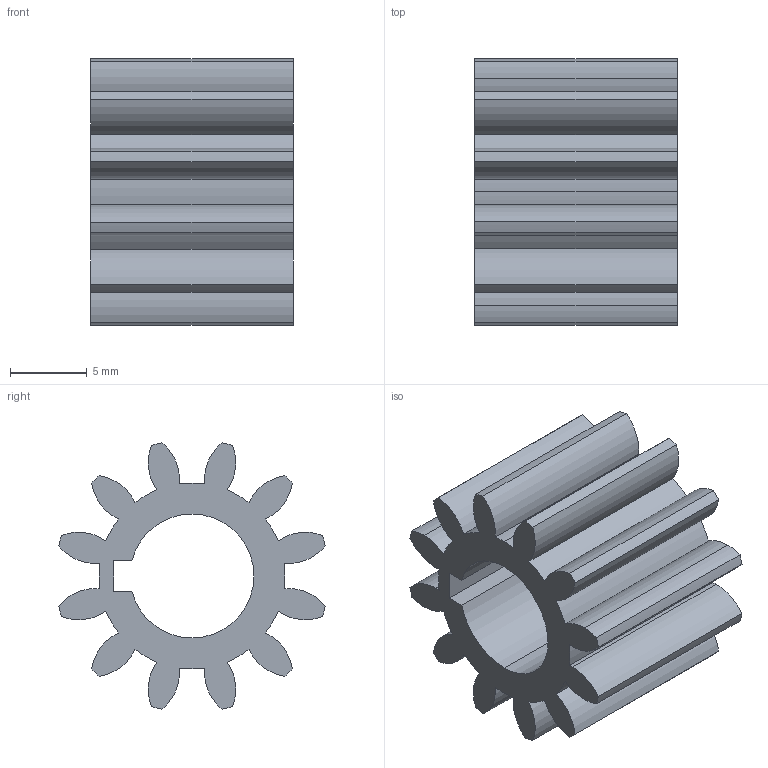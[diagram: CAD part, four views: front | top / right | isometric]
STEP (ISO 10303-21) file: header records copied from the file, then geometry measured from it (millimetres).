
FILE_DESCRIPTION (( 'STEP AP214' ), '1' );
FILE_NAME ('am-0741 12x520 CIM Gear.STEP', '2014-08-20T21:08:38', ( '' ), ( '' ), 'SwSTEP 2.0', 'SolidWorks 2014', '' );
FILE_SCHEMA (( 'AUTOMOTIVE_DESIGN' ));
Length unit declared in the file: inch
Products named in the file (1): am-0741 12x520 CIM Gear
Bounding box: 13.21 x 17.34 x 17.34 mm (x, y, z)
Volume: 1540 mm3; surface area: 1934.9 mm2
Topology: 1 solids, 1 shells, 61 faces, 177 edges, 118 vertices
Faces by surface type: cylinder 56, plane 5
Entity records: 2127 total; most frequent: DIRECTION 413, CARTESIAN_POINT 357, ORIENTED_EDGE 354, EDGE_CURVE 177, AXIS2_PLACEMENT_3D 174, VERTEX_POINT 118, CIRCLE 112, VECTOR 65
